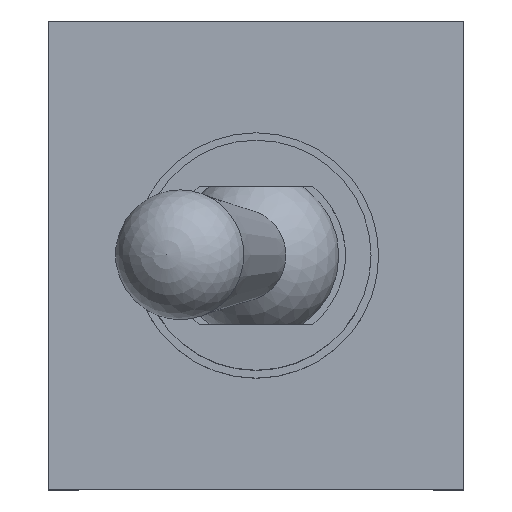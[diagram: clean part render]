
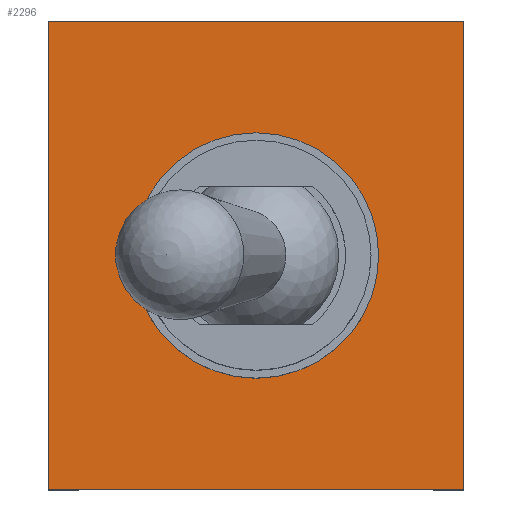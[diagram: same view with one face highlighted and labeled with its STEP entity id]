
A CAD part, top view. The second image highlights one B-rep face of the part: STEP entity #2296.
In plain terms, the highlighted planar face has unit normal (0, 0, 1).
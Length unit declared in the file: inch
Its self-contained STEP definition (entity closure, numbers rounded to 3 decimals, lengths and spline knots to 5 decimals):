
#90=PLANE('',#2474);
#418=LINE('',#4476,#619);
#423=LINE('',#4485,#624);
#429=LINE('',#4497,#630);
#431=LINE('',#4500,#632);
#619=VECTOR('',#2965,0.3937);
#624=VECTOR('',#2972,0.3937);
#630=VECTOR('',#2986,0.3937);
#632=VECTOR('',#2990,0.3937);
#642=FACE_BOUND('',#888,.T.);
#760=FACE_OUTER_BOUND('',#887,.T.);
#887=EDGE_LOOP('',(#2168,#2169,#2170,#2171));
#888=EDGE_LOOP('',(#2172));
#926=CIRCLE('',#2455,0.09449);
#1141=VERTEX_POINT('',#4437);
#1150=VERTEX_POINT('',#4473);
#1151=VERTEX_POINT('',#4475);
#1154=VERTEX_POINT('',#4483);
#1156=VERTEX_POINT('',#4496);
#1466=EDGE_CURVE('',#1141,#1141,#926,.T.);
#1483=EDGE_CURVE('',#1150,#1151,#418,.T.);
#1488=EDGE_CURVE('',#1154,#1150,#423,.T.);
#1494=EDGE_CURVE('',#1151,#1156,#429,.T.);
#1496=EDGE_CURVE('',#1156,#1154,#431,.T.);
#2168=ORIENTED_EDGE('',*,*,#1483,.F.);
#2169=ORIENTED_EDGE('',*,*,#1488,.F.);
#2170=ORIENTED_EDGE('',*,*,#1496,.F.);
#2171=ORIENTED_EDGE('',*,*,#1494,.F.);
#2172=ORIENTED_EDGE('',*,*,#1466,.T.);
#2296=ADVANCED_FACE('',(#760,#642),#90,.T.);
#2455=AXIS2_PLACEMENT_3D('',#4439,#2925,#2926);
#2474=AXIS2_PLACEMENT_3D('',#4501,#2991,#2992);
#2925=DIRECTION('center_axis',(0.,0.,-1.));
#2926=DIRECTION('ref_axis',(1.,0.,0.));
#2965=DIRECTION('',(0.,-1.,0.));
#2972=DIRECTION('',(1.,0.,0.));
#2986=DIRECTION('',(-1.,0.,0.));
#2990=DIRECTION('',(0.,1.,0.));
#2991=DIRECTION('center_axis',(0.,0.,1.));
#2992=DIRECTION('ref_axis',(1.,0.,0.));
#4437=CARTESIAN_POINT('',(-0.09449,0.,0.35039));
#4439=CARTESIAN_POINT('Origin',(0.,0.,
0.35039));
#4473=CARTESIAN_POINT('',(0.16004,0.17992,0.35039));
#4475=CARTESIAN_POINT('',(0.16004,-0.17992,0.35039));
#4476=CARTESIAN_POINT('',(0.16004,0.17992,0.35039));
#4483=CARTESIAN_POINT('',(-0.16004,0.17992,0.35039));
#4485=CARTESIAN_POINT('',(-0.16004,0.17992,0.35039));
#4496=CARTESIAN_POINT('',(-0.16004,-0.17992,0.35039));
#4497=CARTESIAN_POINT('',(0.16004,-0.17992,0.35039));
#4500=CARTESIAN_POINT('',(-0.16004,-0.17992,0.35039));
#4501=CARTESIAN_POINT('Origin',(0.,0.,
0.35039));
